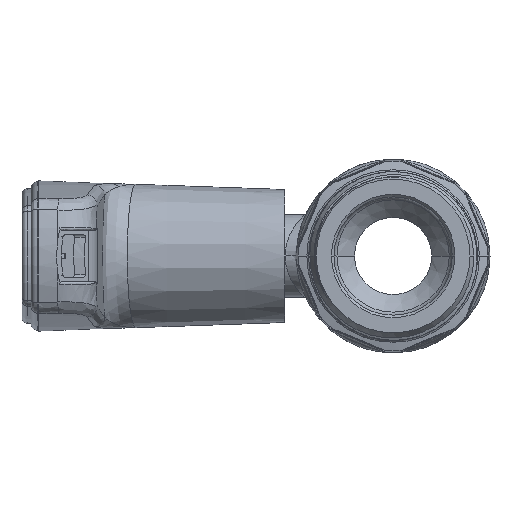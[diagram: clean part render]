
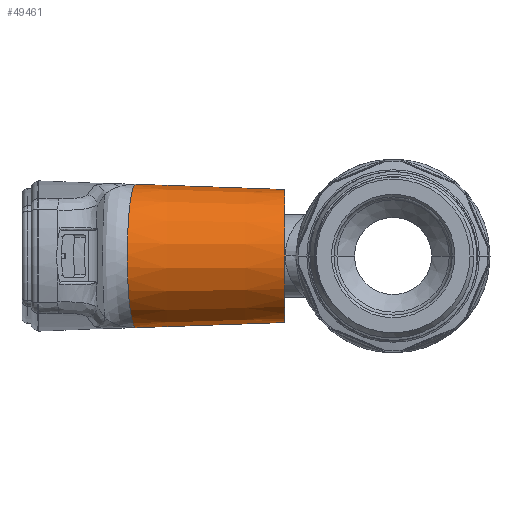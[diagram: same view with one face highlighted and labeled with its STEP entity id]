
A CAD part, left-side view. The second image highlights one B-rep face of the part: STEP entity #49461.
In plain terms, the highlighted conical face has half-angle 2 degrees and reference radius 13.462 mm.
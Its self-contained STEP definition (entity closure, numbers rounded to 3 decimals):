
#28894=CARTESIAN_POINT('',(0.,21.1,0.));
#28895=DIRECTION('',(0.,-1.,0.));
#28896=DIRECTION('',(0.,0.,1.));
#28897=AXIS2_PLACEMENT_3D('',#28894,#28895,#28896);
#28940=DIRECTION('',(0.,-0.999,-0.035));
#28941=VECTOR('',#28940,28.935);
#28942=CARTESIAN_POINT('',(0.,50.017,
13.938));
#28943=LINE('',#28942,#28941);
#28944=DIRECTION('',(0.,-0.999,0.035));
#28945=VECTOR('',#28944,28.935);
#28946=CARTESIAN_POINT('',(0.,50.017,
-13.938));
#28947=LINE('',#28946,#28945);
#28964=CARTESIAN_POINT('',(0.,50.017,
13.938));
#28965=CARTESIAN_POINT('',(-0.565,50.085,
13.941));
#28966=CARTESIAN_POINT('',(-1.696,50.219,
13.876));
#28967=CARTESIAN_POINT('',(-3.368,50.418,
13.575));
#28968=CARTESIAN_POINT('',(-4.99,50.61,
13.073));
#28969=CARTESIAN_POINT('',(-6.538,50.794,
12.379));
#28970=CARTESIAN_POINT('',(-7.989,50.966,
11.503));
#28971=CARTESIAN_POINT('',(-9.323,51.125,
10.459));
#28972=CARTESIAN_POINT('',(-10.519,51.267,
9.263));
#28973=CARTESIAN_POINT('',(-11.561,51.39,
7.932));
#28974=CARTESIAN_POINT('',(-12.433,51.494,
6.487));
#28975=CARTESIAN_POINT('',(-13.125,51.576,
4.948));
#28976=CARTESIAN_POINT('',(-13.625,51.635,
3.339));
#28977=CARTESIAN_POINT('',(-13.929,51.671,
1.681));
#28978=CARTESIAN_POINT('',(-14.03,51.683,
0.));
#28979=CARTESIAN_POINT('',(-13.929,51.671,
-1.681));
#28980=CARTESIAN_POINT('',(-13.625,51.635,
-3.339));
#28981=CARTESIAN_POINT('',(-13.125,51.576,
-4.948));
#28982=CARTESIAN_POINT('',(-12.433,51.494,
-6.487));
#28983=CARTESIAN_POINT('',(-11.561,51.39,
-7.932));
#28984=CARTESIAN_POINT('',(-10.519,51.267,
-9.263));
#28985=CARTESIAN_POINT('',(-9.323,51.125,
-10.459));
#28986=CARTESIAN_POINT('',(-7.989,50.966,
-11.503));
#28987=CARTESIAN_POINT('',(-6.538,50.794,
-12.379));
#28988=CARTESIAN_POINT('',(-4.99,50.61,
-13.073));
#28989=CARTESIAN_POINT('',(-3.368,50.418,
-13.575));
#28990=CARTESIAN_POINT('',(-1.696,50.219,
-13.876));
#28991=CARTESIAN_POINT('',(-0.565,50.085,
-13.941));
#28992=CARTESIAN_POINT('',(0.,50.017,
-13.938));
#29385=CARTESIAN_POINT('',(0.,50.017,
13.938));
#29413=CARTESIAN_POINT('',(0.,50.017,
-13.938));
#40984=CARTESIAN_POINT('',(0.,21.1,12.928));
#40985=CARTESIAN_POINT('',(0.,21.1,-12.928));
#40986=VERTEX_POINT('',#40984);
#40987=VERTEX_POINT('',#40985);
#40988=VERTEX_POINT('',#29385);
#40989=VERTEX_POINT('',#29413);
#49447=CARTESIAN_POINT('',(0.,36.39,0.));
#49448=DIRECTION('',(0.,1.,0.));
#49449=DIRECTION('',(0.,0.,-1.));
#49450=AXIS2_PLACEMENT_3D('',#49447,#49448,#49449);
#49451=CONICAL_SURFACE('',#49450,13.462,2.);
#49453=ORIENTED_EDGE('',*,*,#49452,.F.);
#49455=ORIENTED_EDGE('',*,*,#49454,.T.);
#49456=ORIENTED_EDGE('',*,*,#49430,.T.);
#49458=ORIENTED_EDGE('',*,*,#49457,.F.);
#49459=EDGE_LOOP('',(#49453,#49455,#49456,#49458));
#49460=FACE_OUTER_BOUND('',#49459,.F.);
#49461=ADVANCED_FACE('',(#49460),#49451,.T.);
#28898=CIRCLE('',#28897,12.928);
#28993=B_SPLINE_CURVE_WITH_KNOTS('',3,(#28964,#28965,#28966,#28967,#28968,
#28969,#28970,#28971,#28972,#28973,#28974,#28975,#28976,#28977,#28978,#28979,
#28980,#28981,#28982,#28983,#28984,#28985,#28986,#28987,#28988,#28989,#28990,
#28991,#28992),.UNSPECIFIED.,.F.,.F.,(4,1,1,1,1,1,1,1,1,1,1,1,1,1,1,1,1,1,1,1,1,
1,1,1,1,1,4),(0.,0.038,0.077,0.115,
0.154,0.192,0.231,0.269,
0.308,0.346,0.385,0.423,
0.462,0.5,0.538,0.577,0.615,
0.654,0.692,0.731,0.769,
0.808,0.846,0.885,0.923,
0.962,1.),.UNSPECIFIED.);
#49430=EDGE_CURVE('',#40986,#40987,#28898,.T.);
#49452=EDGE_CURVE('',#40988,#40989,#28993,.T.);
#49454=EDGE_CURVE('',#40988,#40986,#28943,.T.);
#49457=EDGE_CURVE('',#40989,#40987,#28947,.T.);
